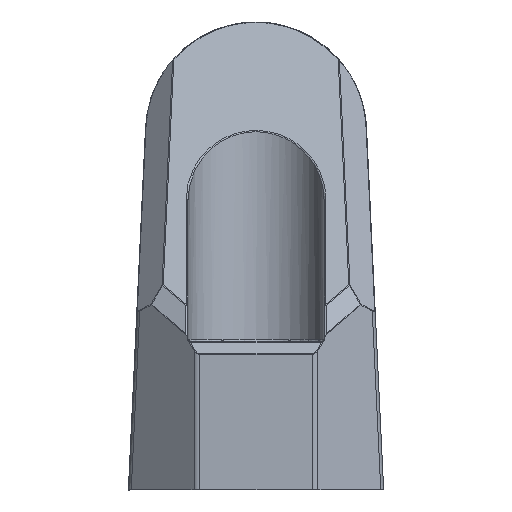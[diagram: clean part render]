
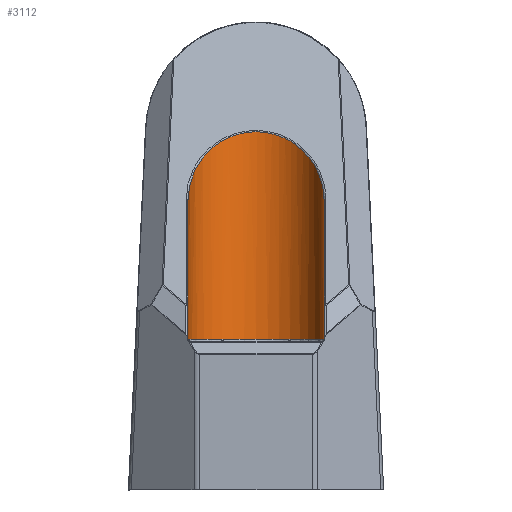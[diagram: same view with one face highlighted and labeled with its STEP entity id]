
A CAD part, left-side view. The second image highlights one B-rep face of the part: STEP entity #3112.
In plain terms, the highlighted cylindrical face has radius 8 mm (diameter 16 mm), a partial arc.
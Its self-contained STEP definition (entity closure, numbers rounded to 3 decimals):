
#1479=CARTESIAN_POINT('Vertex',(-43.,-8.,17.7)) ;
#1518=CARTESIAN_POINT('Vertex',(-43.,8.,17.7)) ;
#1673=CARTESIAN_POINT('Vertex',(-36.072,-4.,17.7)) ;
#1735=CARTESIAN_POINT('Axis2P3D Location',(-43.,0.,17.7)) ;
#1818=CARTESIAN_POINT('Vertex',(-36.072,4.,17.7)) ;
#1868=CARTESIAN_POINT('Axis2P3D Location',(-43.,0.,17.7)) ;
#1964=CARTESIAN_POINT('Axis2P3D Location',(-43.,0.,17.7)) ;
#3062=CARTESIAN_POINT('Axis2P3D Location',(-43.,0.,31.983)) ;
#3068=CARTESIAN_POINT('Control Point',(-43.,8.,34.007)) ;
#3069=CARTESIAN_POINT('Control Point',(-41.993,8.,35.025)) ;
#3070=CARTESIAN_POINT('Control Point',(-40.986,7.841,36.043)) ;
#3071=CARTESIAN_POINT('Control Point',(-39.996,7.525,37.044)) ;
#3072=CARTESIAN_POINT('Control Point',(-38.63,6.832,38.425)) ;
#3073=CARTESIAN_POINT('Control Point',(-37.41,5.754,39.658)) ;
#3074=CARTESIAN_POINT('Control Point',(-37.063,5.398,40.009)) ;
#3075=CARTESIAN_POINT('Control Point',(-36.229,4.393,40.852)) ;
#3076=CARTESIAN_POINT('Control Point',(-35.568,3.146,41.52)) ;
#3077=CARTESIAN_POINT('Control Point',(-35.252,2.297,41.84)) ;
#3078=CARTESIAN_POINT('Control Point',(-34.901,0.58,42.195)) ;
#3079=CARTESIAN_POINT('Control Point',(-35.025,-1.189,42.069)) ;
#3080=CARTESIAN_POINT('Control Point',(-35.19,-1.985,41.902)) ;
#3081=CARTESIAN_POINT('Control Point',(-35.781,-3.725,41.305)) ;
#3082=CARTESIAN_POINT('Control Point',(-36.742,-5.117,40.334)) ;
#3083=CARTESIAN_POINT('Control Point',(-37.37,-5.785,39.698)) ;
#3084=CARTESIAN_POINT('Control Point',(-38.806,-6.958,38.246)) ;
#3085=CARTESIAN_POINT('Control Point',(-40.395,-7.644,36.64)) ;
#3086=CARTESIAN_POINT('Control Point',(-41.256,-7.881,35.77)) ;
#3087=CARTESIAN_POINT('Control Point',(-42.128,-8.,34.888)) ;
#3088=CARTESIAN_POINT('Control Point',(-43.,-8.,34.007)) ;
#3089=CARTESIAN_POINT('Vertex',(-43.,-8.,34.007)) ;
#3091=CARTESIAN_POINT('Vertex',(-43.,8.,34.007)) ;
#3094=CARTESIAN_POINT('Line Origine',(-43.,8.,31.983)) ;
#3099=CARTESIAN_POINT('Line Origine',(-43.,-8.,31.983)) ;
#1736=DIRECTION('Axis2P3D Direction',(-0.,0.,-1.)) ;
#1869=DIRECTION('Axis2P3D Direction',(-0.,0.,-1.)) ;
#1965=DIRECTION('Axis2P3D Direction',(-0.,0.,-1.)) ;
#3063=DIRECTION('Axis2P3D Direction',(0.,-0.,1.)) ;
#3064=DIRECTION('Axis2P3D XDirection',(0.,-1.,-0.)) ;
#3095=DIRECTION('Vector Direction',(0.,0.,1.)) ;
#3100=DIRECTION('Vector Direction',(0.,0.,1.)) ;
#1737=AXIS2_PLACEMENT_3D('Circle Axis2P3D',#1735,#1736,$) ;
#1870=AXIS2_PLACEMENT_3D('Circle Axis2P3D',#1868,#1869,$) ;
#1966=AXIS2_PLACEMENT_3D('Circle Axis2P3D',#1964,#1965,$) ;
#3065=AXIS2_PLACEMENT_3D('Cylinder Axis2P3D',#3062,#3063,#3064) ;
#3105=ORIENTED_EDGE('',*,*,#3093,.T.) ;
#3106=ORIENTED_EDGE('',*,*,#3098,.F.) ;
#3107=ORIENTED_EDGE('',*,*,#1872,.F.) ;
#3108=ORIENTED_EDGE('',*,*,#1968,.F.) ;
#3109=ORIENTED_EDGE('',*,*,#1739,.F.) ;
#3110=ORIENTED_EDGE('',*,*,#3103,.T.) ;
#3096=VECTOR('Line Direction',#3095,1.) ;
#3101=VECTOR('Line Direction',#3100,1.) ;
#3112=ADVANCED_FACE('Body.2',(#3111),#3066,.F.) ;
#3067=B_SPLINE_CURVE_WITH_KNOTS('',5,(#3068,#3069,#3070,#3071,#3072,#3073,#3074,#3075,#3076,#3077,#3078,#3079,#3080,#3081,#3082,#3083,#3084,#3085,#3086,#3087,#3088),.UNSPECIFIED.,.F.,.U.,(6,3,3,3,3,3,6),(21.869,32.06,36.389,43.107,48.922,56.788,65.61),.UNSPECIFIED.) ;
#1738=CIRCLE('generated circle',#1737,8.) ;
#1871=CIRCLE('generated circle',#1870,8.) ;
#1967=CIRCLE('generated circle',#1966,8.) ;
#3066=CYLINDRICAL_SURFACE('generated cylinder',#3065,8.) ;
#1739=EDGE_CURVE('',#1480,#1674,#1738,.F.) ;
#1872=EDGE_CURVE('',#1819,#1519,#1871,.F.) ;
#1968=EDGE_CURVE('',#1674,#1819,#1967,.F.) ;
#3093=EDGE_CURVE('',#3090,#3092,#3067,.F.) ;
#3098=EDGE_CURVE('',#1519,#3092,#3097,.T.) ;
#3103=EDGE_CURVE('',#1480,#3090,#3102,.T.) ;
#3104=EDGE_LOOP('',(#3105,#3106,#3107,#3108,#3109,#3110)) ;
#3111=FACE_OUTER_BOUND('',#3104,.T.) ;
#3097=LINE('Line',#3094,#3096) ;
#3102=LINE('Line',#3099,#3101) ;
#1480=VERTEX_POINT('',#1479) ;
#1519=VERTEX_POINT('',#1518) ;
#1674=VERTEX_POINT('',#1673) ;
#1819=VERTEX_POINT('',#1818) ;
#3090=VERTEX_POINT('',#3089) ;
#3092=VERTEX_POINT('',#3091) ;
